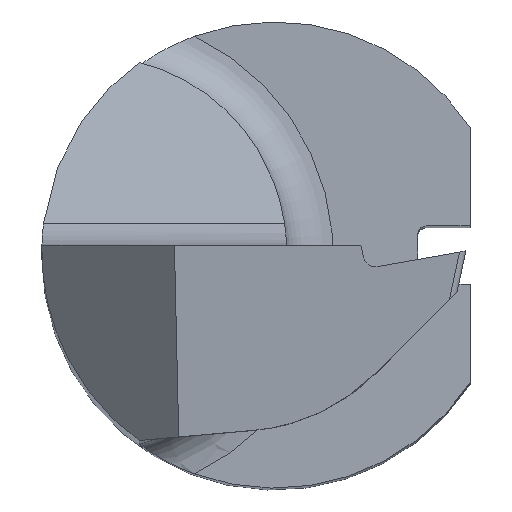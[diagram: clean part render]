
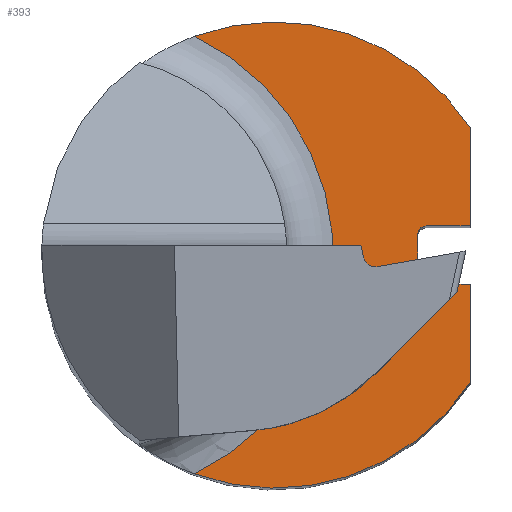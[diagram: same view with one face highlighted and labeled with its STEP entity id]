
A CAD part, top view. The second image highlights one B-rep face of the part: STEP entity #393.
In plain terms, the highlighted planar face has unit normal (0, 0, 1).
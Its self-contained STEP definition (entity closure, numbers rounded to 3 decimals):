
#49 = DIRECTION ( 'NONE',  ( 0., 0., -1. ) ) ;
#72 = ORIENTED_EDGE ( 'NONE', *, *, #989, .T. ) ;
#84 = DIRECTION ( 'NONE',  ( 1., 0., 0. ) ) ;
#85 = LINE ( 'NONE', #485, #426 ) ;
#105 = DIRECTION ( 'NONE',  ( 1., 0., 0. ) ) ;
#123 = LINE ( 'NONE', #1041, #1047 ) ;
#126 = DIRECTION ( 'NONE',  ( 0., 0., -1. ) ) ;
#127 = ORIENTED_EDGE ( 'NONE', *, *, #794, .T. ) ;
#129 = CARTESIAN_POINT ( 'NONE',  ( 2.6, 0.5, 20. ) ) ;
#138 = DIRECTION ( 'NONE',  ( 0., 0., 1. ) ) ;
#146 = EDGE_CURVE ( 'NONE', #875, #833, #750, .T. ) ;
#174 = CARTESIAN_POINT ( 'NONE',  ( 2.6, -0.5, 20. ) ) ;
#193 = ORIENTED_EDGE ( 'NONE', *, *, #146, .F. ) ;
#218 = EDGE_CURVE ( 'NONE', #1067, #769, #85, .T. ) ;
#257 = AXIS2_PLACEMENT_3D ( 'NONE', #668, #1004, #105 ) ;
#274 = AXIS2_PLACEMENT_3D ( 'NONE', #328, #49, #84 ) ;
#284 = VECTOR ( 'NONE', #1064, 1000. ) ;
#308 = DIRECTION ( 'NONE',  ( 0., 0., 1. ) ) ;
#317 = CIRCLE ( 'NONE', #759, 4.152 ) ;
#325 = CARTESIAN_POINT ( 'NONE',  ( 2.6, -0.35, 20. ) ) ;
#328 = CARTESIAN_POINT ( 'NONE',  ( 2.6, 0.35, 20. ) ) ;
#343 = ORIENTED_EDGE ( 'NONE', *, *, #801, .T. ) ;
#376 = EDGE_CURVE ( 'NONE', #574, #592, #392, .T. ) ;
#385 = DIRECTION ( 'NONE',  ( 1., 0., 0. ) ) ;
#392 = LINE ( 'NONE', #470, #869 ) ;
#393 = ADVANCED_FACE ( 'NONE', ( #483 ), #988, .T. ) ;
#426 = VECTOR ( 'NONE', #578, 1000. ) ;
#429 = CARTESIAN_POINT ( 'NONE',  ( 3.35, 2.186, 20. ) ) ;
#437 = DIRECTION ( 'NONE',  ( 1., 0., 0. ) ) ;
#456 = DIRECTION ( 'NONE',  ( 1., 0., 0. ) ) ;
#470 = CARTESIAN_POINT ( 'NONE',  ( 3.35, 2.186, 20. ) ) ;
#475 = EDGE_CURVE ( 'NONE', #908, #833, #814, .T. ) ;
#483 = FACE_OUTER_BOUND ( 'NONE', #838, .T. ) ;
#485 = CARTESIAN_POINT ( 'NONE',  ( 64.95, 0.5, 20. ) ) ;
#504 = CIRCLE ( 'NONE', #257, 4. ) ;
#551 = AXIS2_PLACEMENT_3D ( 'NONE', #659, #138, #385 ) ;
#562 = CARTESIAN_POINT ( 'NONE',  ( 2.45, 0.5, 20. ) ) ;
#574 = VERTEX_POINT ( 'NONE', #921 ) ;
#578 = DIRECTION ( 'NONE',  ( 1., 0., 0. ) ) ;
#592 = VERTEX_POINT ( 'NONE', #684 ) ;
#605 = CARTESIAN_POINT ( 'NONE',  ( 3.35, 2.186, 20. ) ) ;
#628 = ORIENTED_EDGE ( 'NONE', *, *, #727, .T. ) ;
#629 = CARTESIAN_POINT ( 'NONE',  ( 3.35, 0.5, 20. ) ) ;
#646 = VERTEX_POINT ( 'NONE', #770 ) ;
#648 = CARTESIAN_POINT ( 'NONE',  ( -0.104, -0.291, 20. ) ) ;
#659 = CARTESIAN_POINT ( 'NONE',  ( 0., 0., 20. ) ) ;
#668 = CARTESIAN_POINT ( 'NONE',  ( 0., 0., 20. ) ) ;
#671 = AXIS2_PLACEMENT_3D ( 'NONE', #325, #760, #834 ) ;
#684 = CARTESIAN_POINT ( 'NONE',  ( 3.35, -0.5, 20. ) ) ;
#713 = DIRECTION ( 'NONE',  ( 1., 0., 0. ) ) ;
#718 = ORIENTED_EDGE ( 'NONE', *, *, #1059, .F. ) ;
#723 = VERTEX_POINT ( 'NONE', #850 ) ;
#727 = EDGE_CURVE ( 'NONE', #723, #646, #317, .T. ) ;
#750 = LINE ( 'NONE', #562, #284 ) ;
#759 = AXIS2_PLACEMENT_3D ( 'NONE', #874, #126, #437 ) ;
#760 = DIRECTION ( 'NONE',  ( 0., 0., -1. ) ) ;
#767 = LINE ( 'NONE', #429, #832 ) ;
#769 = VERTEX_POINT ( 'NONE', #629 ) ;
#770 = CARTESIAN_POINT ( 'NONE',  ( -1.38, -3.755, 20. ) ) ;
#794 = EDGE_CURVE ( 'NONE', #875, #1067, #890, .T. ) ;
#796 = ORIENTED_EDGE ( 'NONE', *, *, #376, .T. ) ;
#801 = EDGE_CURVE ( 'NONE', #646, #574, #1056, .T. ) ;
#805 = ORIENTED_EDGE ( 'NONE', *, *, #218, .T. ) ;
#808 = DIRECTION ( 'NONE',  ( 0., 1., 0. ) ) ;
#814 = CIRCLE ( 'NONE', #671, 0.15 ) ;
#832 = VECTOR ( 'NONE', #936, 1000. ) ;
#833 = VERTEX_POINT ( 'NONE', #1049 ) ;
#834 = DIRECTION ( 'NONE',  ( 1., 0., 0. ) ) ;
#838 = EDGE_LOOP ( 'NONE', ( #984, #628, #343, #796, #718, #1002, #193, #127, #805, #72 ) ) ;
#850 = CARTESIAN_POINT ( 'NONE',  ( -1.38, 3.755, 20. ) ) ;
#869 = VECTOR ( 'NONE', #808, 1000. ) ;
#874 = CARTESIAN_POINT ( 'NONE',  ( -3.152, 0., 20. ) ) ;
#875 = VERTEX_POINT ( 'NONE', #991 ) ;
#878 = EDGE_CURVE ( 'NONE', #926, #723, #504, .T. ) ;
#890 = CIRCLE ( 'NONE', #274, 0.15 ) ;
#908 = VERTEX_POINT ( 'NONE', #174 ) ;
#921 = CARTESIAN_POINT ( 'NONE',  ( 3.35, -2.186, 20. ) ) ;
#926 = VERTEX_POINT ( 'NONE', #605 ) ;
#936 = DIRECTION ( 'NONE',  ( 0., 1., 0. ) ) ;
#984 = ORIENTED_EDGE ( 'NONE', *, *, #878, .T. ) ;
#988 = PLANE ( 'NONE',  #1007 ) ;
#989 = EDGE_CURVE ( 'NONE', #769, #926, #767, .T. ) ;
#991 = CARTESIAN_POINT ( 'NONE',  ( 2.45, 0.35, 20. ) ) ;
#1002 = ORIENTED_EDGE ( 'NONE', *, *, #475, .T. ) ;
#1004 = DIRECTION ( 'NONE',  ( 0., 0., 1. ) ) ;
#1007 = AXIS2_PLACEMENT_3D ( 'NONE', #648, #308, #713 ) ;
#1041 = CARTESIAN_POINT ( 'NONE',  ( 64.95, -0.5, 20. ) ) ;
#1047 = VECTOR ( 'NONE', #456, 1000. ) ;
#1049 = CARTESIAN_POINT ( 'NONE',  ( 2.45, -0.35, 20. ) ) ;
#1056 = CIRCLE ( 'NONE', #551, 4. ) ;
#1059 = EDGE_CURVE ( 'NONE', #908, #592, #123, .T. ) ;
#1064 = DIRECTION ( 'NONE',  ( 0., -1., 0. ) ) ;
#1067 = VERTEX_POINT ( 'NONE', #129 ) ;
